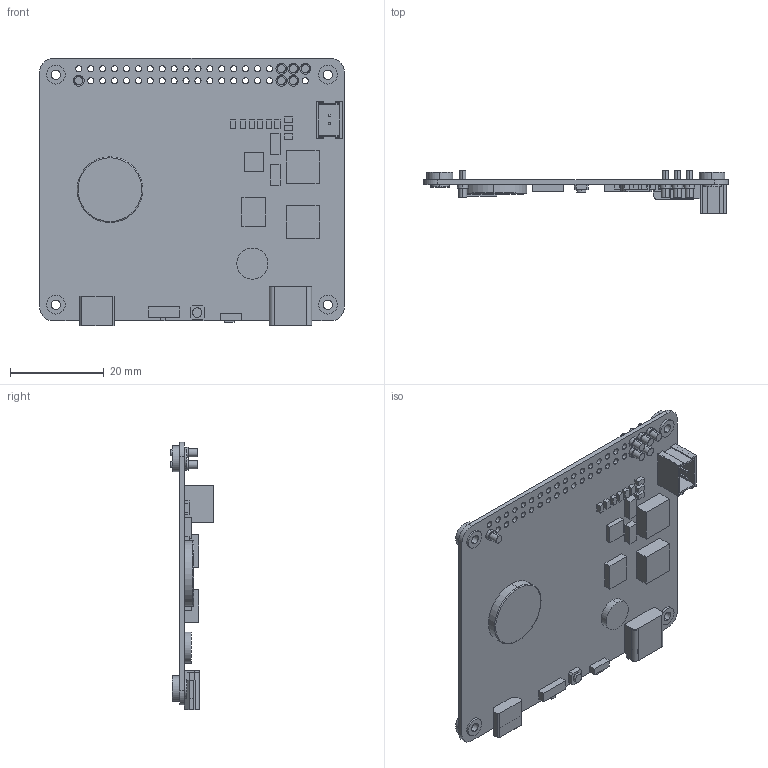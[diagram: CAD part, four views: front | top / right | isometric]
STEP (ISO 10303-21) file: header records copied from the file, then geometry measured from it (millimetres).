
FILE_DESCRIPTION (( 'STEP AP214' ), '1' );
FILE_NAME ('pisugar2pro.STEP', '2025-03-23T03:33:28', ( '' ), ( '' ), 'SwSTEP 2.0', 'SolidWorks 2024', '' );
FILE_SCHEMA (( 'AUTOMOTIVE_DESIGN' ));
Length unit declared in the file: millimetre
Products named in the file (1): pisugar2pro
Bounding box: 65 x 9.22 x 57 mm (x, y, z)
Volume: 4828.7 mm3; surface area: 9153.2 mm2
Topology: 1 solids, 1 shells, 361 faces, 900 edges, 596 vertices
Faces by surface type: plane 213, cylinder 146, torus 2
Entity records: 10969 total; most frequent: DIRECTION 1920, CARTESIAN_POINT 1858, ORIENTED_EDGE 1800, EDGE_CURVE 900, AXIS2_PLACEMENT_3D 658, LINE 604, VECTOR 604, VERTEX_POINT 596
